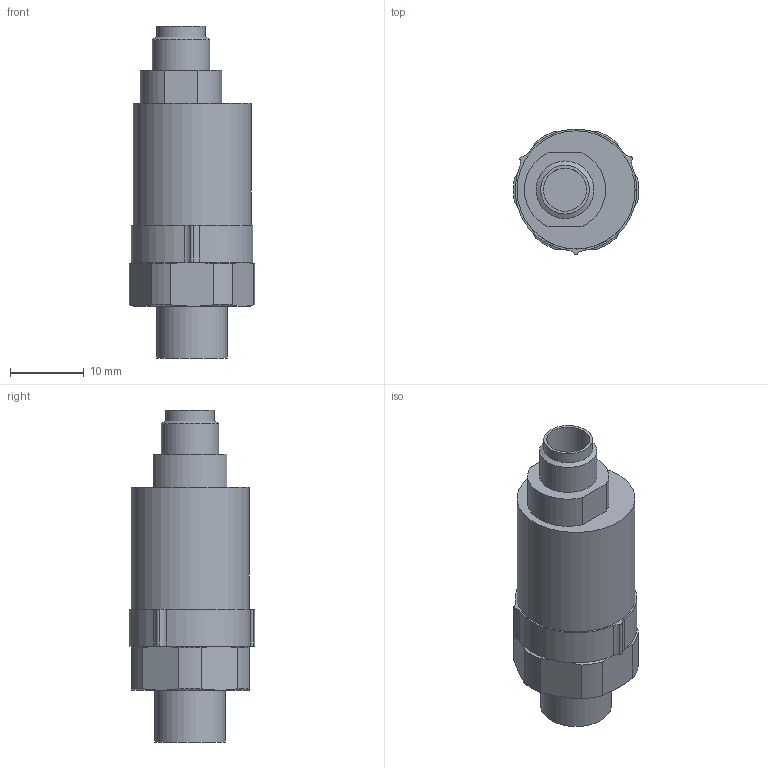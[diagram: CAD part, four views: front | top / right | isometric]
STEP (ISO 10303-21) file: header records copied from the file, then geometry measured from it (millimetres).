
FILE_DESCRIPTION(/* description */ (''),/* implementation_level */ '2;1');
FILE_NAME(/* name */ 'Atto Solid.stp',/* time_stamp */ '2015-01-23T15:08:48+01:00',/* author */ ('Lars'),/* organization */ ('AVAC Vakuumteknik AB'),/* preprocessor_version */ 'ST-DEVELOPER v15.6',/* originating_system */ 'Autodesk Inventor 2015',/* authorisation */ '');
FILE_SCHEMA (('AUTOMOTIVE_DESIGN { 1 0 10303 214 3 1 1 }'));
Length unit declared in the file: millimetre
Products named in the file (1): Atto Solid
Bounding box: 16.98 x 16.97 x 45 mm (x, y, z)
Volume: 6700.3 mm3; surface area: 2472.7 mm2
Topology: 1 solids, 1 shells, 44 faces, 106 edges, 70 vertices
Faces by surface type: cylinder 25, plane 16, cone 3
Full cylindrical faces by diameter (mm): 5.85 x1, 6.6 x1, 7.8 x1, 9.55 x1, 16 x1
Entity records: 1317 total; most frequent: CARTESIAN_POINT 233, DIRECTION 226, ORIENTED_EDGE 192, AXIS2_PLACEMENT_3D 97, EDGE_CURVE 96, VERTEX_POINT 68, EDGE_LOOP 58, CIRCLE 52
